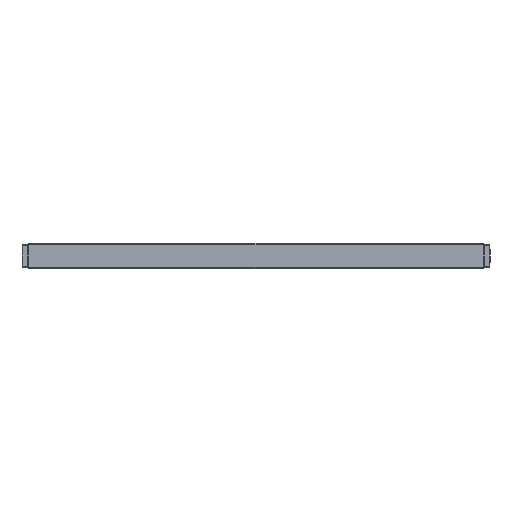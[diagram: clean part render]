
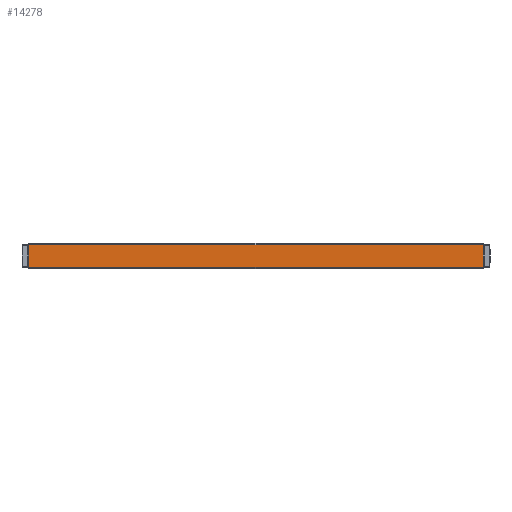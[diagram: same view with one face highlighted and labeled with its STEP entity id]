
A CAD part, front view. The second image highlights one B-rep face of the part: STEP entity #14278.
In plain terms, the highlighted planar face has unit normal (0, -1, 0).
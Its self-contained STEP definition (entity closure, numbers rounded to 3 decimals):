
#11207=FACE_OUTER_BOUND('',#26847,.T.);
#14278=ADVANCED_FACE('',(#11207),#18262,.T.);
#18262=PLANE('',#78551);
#26847=EDGE_LOOP('',(#32337,#32338,#32339,#32340));
#32337=ORIENTED_EDGE('',*,*,#58765,.T.);
#32338=ORIENTED_EDGE('',*,*,#58766,.T.);
#32339=ORIENTED_EDGE('',*,*,#58767,.T.);
#32340=ORIENTED_EDGE('',*,*,#58768,.T.);
#52001=VERTEX_POINT('',#106415);
#52002=VERTEX_POINT('',#106416);
#52003=VERTEX_POINT('',#106418);
#52004=VERTEX_POINT('',#106420);
#58765=EDGE_CURVE('',#52001,#52002,#68505,.T.);
#58766=EDGE_CURVE('',#52002,#52003,#68506,.T.);
#58767=EDGE_CURVE('',#52003,#52004,#68507,.T.);
#58768=EDGE_CURVE('',#52004,#52001,#68508,.T.);
#68505=LINE('',#106414,#73605);
#68506=LINE('',#106417,#73606);
#68507=LINE('',#106419,#73607);
#68508=LINE('',#106421,#73608);
#73605=VECTOR('',#86074,1.);
#73606=VECTOR('',#86075,1.);
#73607=VECTOR('',#86076,1.);
#73608=VECTOR('',#86077,1.);
#78551=AXIS2_PLACEMENT_3D('',#106422,#86078,#86079);
#86074=DIRECTION('',(0.,0.,1.));
#86075=DIRECTION('',(-1.,0.,0.));
#86076=DIRECTION('',(0.,0.,-1.));
#86077=DIRECTION('',(1.,0.,0.));
#86078=DIRECTION('',(0.,-1.,0.));
#86079=DIRECTION('',(0.,0.,-1.));
#106414=CARTESIAN_POINT('',(199.5,0.,11.));
#106415=CARTESIAN_POINT('',(199.5,0.,0.5));
#106416=CARTESIAN_POINT('',(199.5,0.,10.5));
#106417=CARTESIAN_POINT('',(100.,0.,10.5));
#106418=CARTESIAN_POINT('',(0.5,0.,10.5));
#106419=CARTESIAN_POINT('',(0.5,0.,11.));
#106420=CARTESIAN_POINT('',(0.5,0.,0.5));
#106421=CARTESIAN_POINT('',(100.,0.,0.5));
#106422=CARTESIAN_POINT('',(100.,0.,11.));
